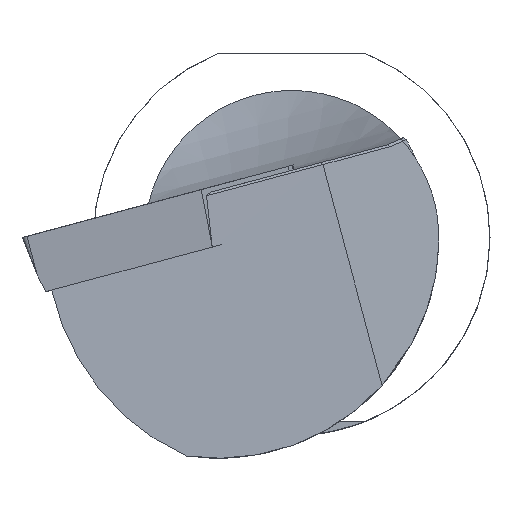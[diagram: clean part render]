
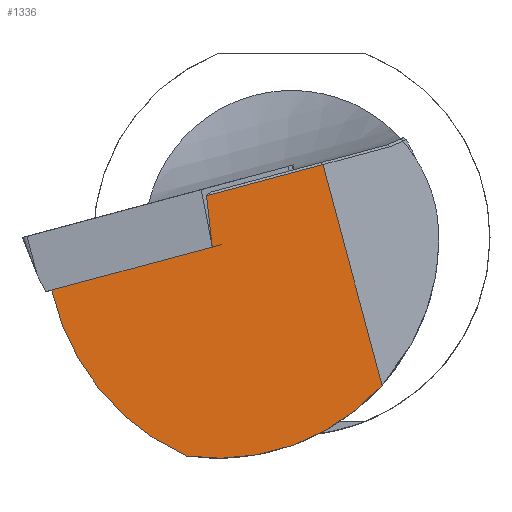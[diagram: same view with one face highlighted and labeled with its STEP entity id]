
A CAD part, left-side view. The second image highlights one B-rep face of the part: STEP entity #1336.
In plain terms, the highlighted planar face has unit normal (-0.998, -0.059, 0.016).
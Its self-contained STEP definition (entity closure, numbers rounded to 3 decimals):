
#19=(
BOUNDED_CURVE()
B_SPLINE_CURVE(3,(#2594,#2595,#2596,#2597),.UNSPECIFIED.,.F.,.F.)
B_SPLINE_CURVE_WITH_KNOTS((4,4),(0.,1.),.UNSPECIFIED.)
CURVE()
GEOMETRIC_REPRESENTATION_ITEM()
RATIONAL_B_SPLINE_CURVE((1.,0.921,0.921,1.))
REPRESENTATION_ITEM('')
);
#100=PLANE('',#1481);
#150=CIRCLE('',#1482,9.649);
#422=ORIENTED_EDGE('',*,*,#672,.F.);
#423=ORIENTED_EDGE('',*,*,#650,.T.);
#424=ORIENTED_EDGE('',*,*,#673,.F.);
#425=ORIENTED_EDGE('',*,*,#665,.F.);
#426=ORIENTED_EDGE('',*,*,#667,.F.);
#427=ORIENTED_EDGE('',*,*,#674,.F.);
#650=EDGE_CURVE('',#803,#802,#919,.T.);
#665=EDGE_CURVE('',#813,#811,#19,.T.);
#667=EDGE_CURVE('',#814,#813,#932,.T.);
#672=EDGE_CURVE('',#803,#819,#934,.T.);
#673=EDGE_CURVE('',#811,#802,#150,.T.);
#674=EDGE_CURVE('',#819,#814,#935,.T.);
#802=VERTEX_POINT('',#2522);
#803=VERTEX_POINT('',#2524);
#811=VERTEX_POINT('',#2590);
#813=VERTEX_POINT('',#2593);
#814=VERTEX_POINT('',#2600);
#819=VERTEX_POINT('',#2615);
#919=LINE('',#2523,#1039);
#932=LINE('',#2602,#1052);
#934=LINE('',#2614,#1054);
#935=LINE('',#2617,#1055);
#1039=VECTOR('',#1755,1000.);
#1052=VECTOR('',#1782,1000.);
#1054=VECTOR('',#1790,1000.);
#1055=VECTOR('',#1793,1000.);
#1147=EDGE_LOOP('',(#422,#423,#424,#425,#426,#427));
#1228=FACE_BOUND('',#1147,.T.);
#1336=ADVANCED_FACE('',(#1228),#100,.T.);
#1481=AXIS2_PLACEMENT_3D('',#2613,#1788,#1789);
#1482=AXIS2_PLACEMENT_3D('',#2616,#1791,#1792);
#1755=DIRECTION('',(-0.061,0.964,-0.258));
#1782=DIRECTION('',(0.,-0.259,-0.966));
#1788=DIRECTION('',(-0.998,-0.059,0.016));
#1789=DIRECTION('',(-0.059,0.998,0.));
#1790=DIRECTION('',(0.009,0.113,0.994));
#1791=DIRECTION('',(0.998,0.059,-0.016));
#1792=DIRECTION('',(-0.038,0.406,-0.913));
#1793=DIRECTION('',(0.061,-0.964,0.258));
#2522=CARTESIAN_POINT('',(0.318,-1.214,-2.139));
#2523=CARTESIAN_POINT('',(0.292,-0.804,-2.249));
#2524=CARTESIAN_POINT('',(0.733,-7.76,-0.385));
#2590=CARTESIAN_POINT('',(0.535,-6.705,-8.906));
#2593=CARTESIAN_POINT('',(1.052,-14.686,-6.024));
#2594=CARTESIAN_POINT('',(1.052,-14.686,-6.024));
#2595=CARTESIAN_POINT('',(0.895,-12.631,-8.305));
#2596=CARTESIAN_POINT('',(0.708,-9.743,-9.348));
#2597=CARTESIAN_POINT('',(0.535,-6.705,-8.906));
#2600=CARTESIAN_POINT('',(1.052,-12.274,2.978));
#2602=CARTESIAN_POINT('',(1.052,-10.233,10.595));
#2613=CARTESIAN_POINT('',(0.068,5.308,6.43));
#2614=CARTESIAN_POINT('',(0.76,-7.417,2.631));
#2615=CARTESIAN_POINT('',(0.752,-7.523,1.706));
#2616=CARTESIAN_POINT('',(0.906,-10.627,-0.098));
#2617=CARTESIAN_POINT('',(0.068,3.267,-1.186));
